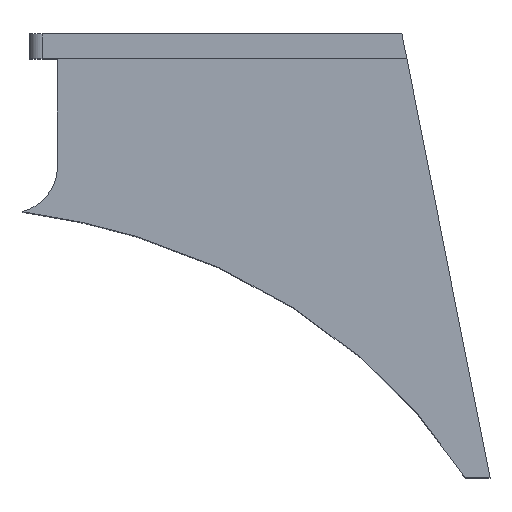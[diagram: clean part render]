
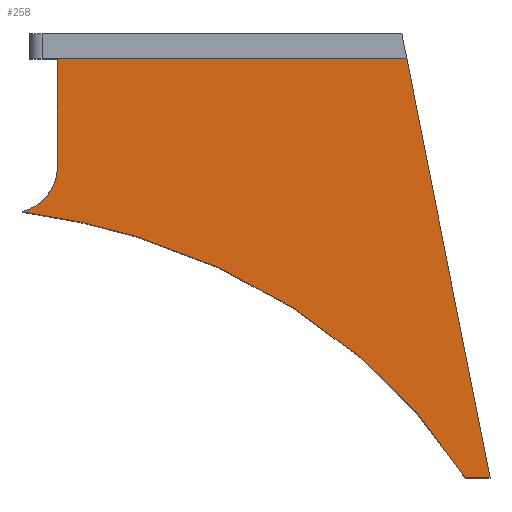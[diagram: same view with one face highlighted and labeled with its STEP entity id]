
A CAD part, top view. The second image highlights one B-rep face of the part: STEP entity #258.
In plain terms, the highlighted planar face has unit normal (0, 0, 1).
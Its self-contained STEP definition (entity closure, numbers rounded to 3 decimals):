
#19=B_SPLINE_CURVE_WITH_KNOTS('',3,(#437,#438,#439,#440,#441,#442,#443,
#444,#445,#446,#447,#448,#449,#450,#451,#452,#453,#454,#455,#456,#457,#458,
#459,#460,#461,#462,#463,#464,#465,#466,#467,#468,#469,#470,#471,#472,#473,
#474,#475,#476,#477,#478,#479,#480,#481,#482,#483,#484,#485,#486,#487,#488,
#489,#490,#491,#492,#493,#494,#495,#496,#497,#498,#499,#500,#501,#502,#503,
#504,#505,#506),.UNSPECIFIED.,.F.,.F.,(4,3,3,3,3,3,3,3,3,3,3,3,3,3,3,3,
3,3,3,3,3,3,3,4),(-4.323,-4.163,-4.003,-3.836,
-3.661,-3.475,-3.273,-3.036,
-2.802,-2.594,-2.404,-2.224,
-2.054,-1.885,-1.711,-1.53,
-1.339,-1.143,-0.942,-0.737,
-0.53,-0.325,-0.122,0.),
 .UNSPECIFIED.);
#23=CIRCLE('',#290,3.783);
#32=FACE_OUTER_BOUND('',#46,.T.);
#46=EDGE_LOOP('',(#203,#204,#205,#206,#207,#208));
#55=LINE('',#372,#83);
#70=LINE('',#420,#98);
#73=LINE('',#430,#101);
#75=LINE('',#434,#103);
#83=VECTOR('',#304,10.);
#98=VECTOR('',#327,10.);
#101=VECTOR('',#336,10.);
#103=VECTOR('',#340,10.);
#111=VERTEX_POINT('',#370);
#112=VERTEX_POINT('',#371);
#125=VERTEX_POINT('',#418);
#129=VERTEX_POINT('',#429);
#130=VERTEX_POINT('',#433);
#131=VERTEX_POINT('',#435);
#135=EDGE_CURVE('',#111,#112,#55,.T.);
#152=EDGE_CURVE('',#125,#112,#70,.T.);
#157=EDGE_CURVE('',#111,#129,#73,.T.);
#159=EDGE_CURVE('',#130,#125,#75,.T.);
#160=EDGE_CURVE('',#131,#130,#23,.T.);
#161=EDGE_CURVE('',#129,#131,#19,.T.);
#203=ORIENTED_EDGE('',*,*,#135,.T.);
#204=ORIENTED_EDGE('',*,*,#152,.F.);
#205=ORIENTED_EDGE('',*,*,#159,.F.);
#206=ORIENTED_EDGE('',*,*,#160,.F.);
#207=ORIENTED_EDGE('',*,*,#161,.F.);
#208=ORIENTED_EDGE('',*,*,#157,.F.);
#248=PLANE('',#289);
#258=ADVANCED_FACE('',(#32),#248,.T.);
#289=AXIS2_PLACEMENT_3D('',#432,#338,#339);
#290=AXIS2_PLACEMENT_3D('',#436,#341,#342);
#304=DIRECTION('',(-0.195,0.981,0.));
#327=DIRECTION('',(1.,0.,0.));
#336=DIRECTION('',(-1.,0.,0.));
#338=DIRECTION('center_axis',(0.,0.,
1.));
#339=DIRECTION('ref_axis',(1.,0.,0.));
#340=DIRECTION('',(0.,1.,0.));
#341=DIRECTION('center_axis',(0.,0.,
1.));
#342=DIRECTION('ref_axis',(-0.17,-0.985,0.));
#370=CARTESIAN_POINT('',(34.237,27.137,30.75));
#371=CARTESIAN_POINT('',(27.512,61.,30.75));
#372=CARTESIAN_POINT('',(30.633,45.287,30.75));
#418=CARTESIAN_POINT('',(-0.738,61.,30.75));
#420=CARTESIAN_POINT('',(26.795,61.,30.75));
#429=CARTESIAN_POINT('',(32.237,27.137,30.75));
#430=CARTESIAN_POINT('',(40.92,27.137,30.75));
#432=CARTESIAN_POINT('Origin',(26.078,44.069,30.75));
#433=CARTESIAN_POINT('',(-0.738,52.3,30.75));
#434=CARTESIAN_POINT('',(-0.738,48.184,30.75));
#435=CARTESIAN_POINT('',(-3.607,48.629,30.75));
#436=CARTESIAN_POINT('Origin',(-4.521,52.3,30.75));
#437=CARTESIAN_POINT('Ctrl Pts',(32.237,27.137,30.75));
#438=CARTESIAN_POINT('Ctrl Pts',(31.953,27.583,30.75));
#439=CARTESIAN_POINT('Ctrl Pts',(31.662,28.022,30.75));
#440=CARTESIAN_POINT('Ctrl Pts',(31.362,28.457,30.75));
#441=CARTESIAN_POINT('Ctrl Pts',(31.062,28.89,30.75));
#442=CARTESIAN_POINT('Ctrl Pts',(30.755,29.318,30.75));
#443=CARTESIAN_POINT('Ctrl Pts',(30.439,29.74,30.75));
#444=CARTESIAN_POINT('Ctrl Pts',(30.111,30.179,30.75));
#445=CARTESIAN_POINT('Ctrl Pts',(29.775,30.612,30.75));
#446=CARTESIAN_POINT('Ctrl Pts',(29.43,31.039,30.75));
#447=CARTESIAN_POINT('Ctrl Pts',(29.068,31.487,30.75));
#448=CARTESIAN_POINT('Ctrl Pts',(28.696,31.928,30.75));
#449=CARTESIAN_POINT('Ctrl Pts',(28.316,32.362,30.75));
#450=CARTESIAN_POINT('Ctrl Pts',(27.912,32.823,30.75));
#451=CARTESIAN_POINT('Ctrl Pts',(27.498,33.276,30.75));
#452=CARTESIAN_POINT('Ctrl Pts',(27.074,33.72,30.75));
#453=CARTESIAN_POINT('Ctrl Pts',(26.613,34.203,30.75));
#454=CARTESIAN_POINT('Ctrl Pts',(26.141,34.676,30.75));
#455=CARTESIAN_POINT('Ctrl Pts',(25.658,35.138,30.75));
#456=CARTESIAN_POINT('Ctrl Pts',(25.094,35.679,30.75));
#457=CARTESIAN_POINT('Ctrl Pts',(24.515,36.205,30.75));
#458=CARTESIAN_POINT('Ctrl Pts',(23.922,36.717,30.75));
#459=CARTESIAN_POINT('Ctrl Pts',(23.337,37.222,30.75));
#460=CARTESIAN_POINT('Ctrl Pts',(22.738,37.714,30.75));
#461=CARTESIAN_POINT('Ctrl Pts',(22.128,38.19,30.75));
#462=CARTESIAN_POINT('Ctrl Pts',(21.585,38.613,30.75));
#463=CARTESIAN_POINT('Ctrl Pts',(21.032,39.025,30.75));
#464=CARTESIAN_POINT('Ctrl Pts',(20.471,39.424,30.75));
#465=CARTESIAN_POINT('Ctrl Pts',(19.955,39.791,30.75));
#466=CARTESIAN_POINT('Ctrl Pts',(19.433,40.147,30.75));
#467=CARTESIAN_POINT('Ctrl Pts',(18.903,40.493,30.75));
#468=CARTESIAN_POINT('Ctrl Pts',(18.406,40.818,30.75));
#469=CARTESIAN_POINT('Ctrl Pts',(17.903,41.134,30.75));
#470=CARTESIAN_POINT('Ctrl Pts',(17.394,41.441,30.75));
#471=CARTESIAN_POINT('Ctrl Pts',(16.909,41.733,30.75));
#472=CARTESIAN_POINT('Ctrl Pts',(16.418,42.017,30.75));
#473=CARTESIAN_POINT('Ctrl Pts',(15.923,42.293,30.75));
#474=CARTESIAN_POINT('Ctrl Pts',(15.434,42.565,30.75));
#475=CARTESIAN_POINT('Ctrl Pts',(14.94,42.829,30.75));
#476=CARTESIAN_POINT('Ctrl Pts',(14.442,43.084,30.75));
#477=CARTESIAN_POINT('Ctrl Pts',(13.928,43.348,30.75));
#478=CARTESIAN_POINT('Ctrl Pts',(13.41,43.602,30.75));
#479=CARTESIAN_POINT('Ctrl Pts',(12.887,43.848,30.75));
#480=CARTESIAN_POINT('Ctrl Pts',(12.345,44.103,30.75));
#481=CARTESIAN_POINT('Ctrl Pts',(11.798,44.349,30.75));
#482=CARTESIAN_POINT('Ctrl Pts',(11.247,44.585,30.75));
#483=CARTESIAN_POINT('Ctrl Pts',(10.663,44.836,30.75));
#484=CARTESIAN_POINT('Ctrl Pts',(10.074,45.075,30.75));
#485=CARTESIAN_POINT('Ctrl Pts',(9.481,45.305,30.75));
#486=CARTESIAN_POINT('Ctrl Pts',(8.872,45.54,30.75));
#487=CARTESIAN_POINT('Ctrl Pts',(8.258,45.764,30.75));
#488=CARTESIAN_POINT('Ctrl Pts',(7.64,45.978,30.75));
#489=CARTESIAN_POINT('Ctrl Pts',(7.005,46.196,30.75));
#490=CARTESIAN_POINT('Ctrl Pts',(6.366,46.404,30.75));
#491=CARTESIAN_POINT('Ctrl Pts',(5.722,46.6,30.75));
#492=CARTESIAN_POINT('Ctrl Pts',(5.067,46.8,30.75));
#493=CARTESIAN_POINT('Ctrl Pts',(4.406,46.988,30.75));
#494=CARTESIAN_POINT('Ctrl Pts',(3.742,47.164,30.75));
#495=CARTESIAN_POINT('Ctrl Pts',(3.072,47.342,30.75));
#496=CARTESIAN_POINT('Ctrl Pts',(2.397,47.508,30.75));
#497=CARTESIAN_POINT('Ctrl Pts',(1.717,47.663,30.75));
#498=CARTESIAN_POINT('Ctrl Pts',(1.041,47.817,30.75));
#499=CARTESIAN_POINT('Ctrl Pts',(0.36,47.96,30.75));
#500=CARTESIAN_POINT('Ctrl Pts',(-0.325,48.091,30.75));
#501=CARTESIAN_POINT('Ctrl Pts',(-1.001,48.221,30.75));
#502=CARTESIAN_POINT('Ctrl Pts',(-1.681,48.339,30.75));
#503=CARTESIAN_POINT('Ctrl Pts',(-2.365,48.447,30.75));
#504=CARTESIAN_POINT('Ctrl Pts',(-2.778,48.511,30.75));
#505=CARTESIAN_POINT('Ctrl Pts',(-3.191,48.572,30.75));
#506=CARTESIAN_POINT('Ctrl Pts',(-3.607,48.629,30.75));
